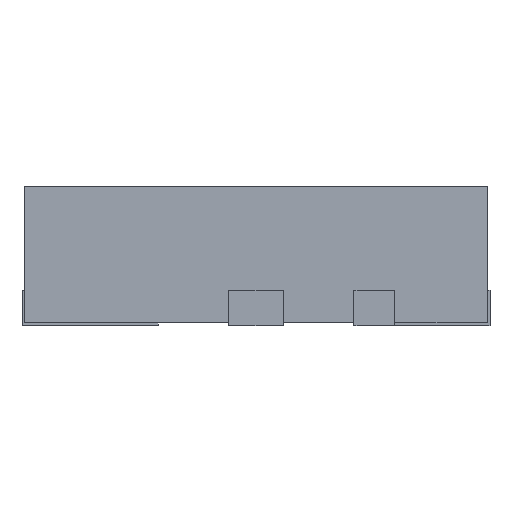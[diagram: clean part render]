
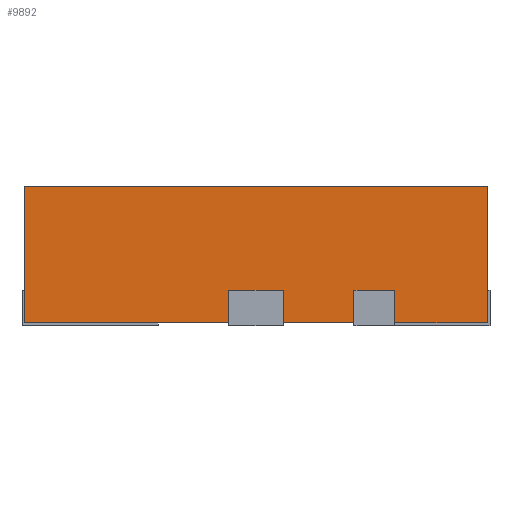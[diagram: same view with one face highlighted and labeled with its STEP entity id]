
A CAD part, left-side view. The second image highlights one B-rep face of the part: STEP entity #9892.
In plain terms, the highlighted planar face has unit normal (-1, 0, 0).
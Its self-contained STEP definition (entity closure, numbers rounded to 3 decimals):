
#80 = VERTEX_POINT ( 'NONE', #6931 ) ;
#818 = FACE_OUTER_BOUND ( 'NONE', #10748, .T. ) ;
#992 = CARTESIAN_POINT ( 'NONE',  ( -1., -0.85, 0.01 ) ) ;
#1204 = EDGE_CURVE ( 'NONE', #23283, #7614, #11095, .T. ) ;
#1386 = EDGE_CURVE ( 'NONE', #17302, #13491, #1670, .T. ) ;
#1670 = LINE ( 'NONE', #7452, #21207 ) ;
#2610 = CARTESIAN_POINT ( 'NONE',  ( -1., -0.1, 0.13 ) ) ;
#2763 = VERTEX_POINT ( 'NONE', #3792 ) ;
#2973 = CARTESIAN_POINT ( 'NONE',  ( -1., 0.85, 0.01 ) ) ;
#3792 = CARTESIAN_POINT ( 'NONE',  ( -1., -0.51, 0.01 ) ) ;
#3805 = CARTESIAN_POINT ( 'NONE',  ( -1., -0.85, 0.01 ) ) ;
#4067 = EDGE_CURVE ( 'NONE', #7614, #80, #21633, .T. ) ;
#4677 = VECTOR ( 'NONE', #13917, 1000. ) ;
#4815 = VERTEX_POINT ( 'NONE', #3805 ) ;
#4897 = LINE ( 'NONE', #23129, #23202 ) ;
#4960 = ORIENTED_EDGE ( 'NONE', *, *, #1204, .F. ) ;
#5856 = CARTESIAN_POINT ( 'NONE',  ( -1., -0.51, 0.51 ) ) ;
#5879 = EDGE_CURVE ( 'NONE', #13877, #19866, #6477, .T. ) ;
#6192 = VECTOR ( 'NONE', #17868, 1000. ) ;
#6477 = LINE ( 'NONE', #21184, #4677 ) ;
#6671 = EDGE_CURVE ( 'NONE', #2763, #20014, #22283, .T. ) ;
#6795 = CARTESIAN_POINT ( 'NONE',  ( -1., -0.85, 0.01 ) ) ;
#6931 = CARTESIAN_POINT ( 'NONE',  ( -1., 0.1, 0.13 ) ) ;
#7173 = ORIENTED_EDGE ( 'NONE', *, *, #15918, .T. ) ;
#7192 = DIRECTION ( 'NONE',  ( 0., 0., 1. ) ) ;
#7225 = DIRECTION ( 'NONE',  ( 0., 0., -1. ) ) ;
#7452 = CARTESIAN_POINT ( 'NONE',  ( -1., -0.85, 0.51 ) ) ;
#7610 = CARTESIAN_POINT ( 'NONE',  ( -1., -0.51, 0.13 ) ) ;
#7614 = VERTEX_POINT ( 'NONE', #2610 ) ;
#7701 = CARTESIAN_POINT ( 'NONE',  ( -1., -0.85, 0.51 ) ) ;
#7774 = EDGE_CURVE ( 'NONE', #20014, #13877, #4897, .T. ) ;
#7860 = VECTOR ( 'NONE', #13752, 1000. ) ;
#8410 = EDGE_CURVE ( 'NONE', #80, #11841, #22120, .T. ) ;
#8537 = VERTEX_POINT ( 'NONE', #2973 ) ;
#8718 = LINE ( 'NONE', #6795, #22227 ) ;
#8945 = CARTESIAN_POINT ( 'NONE',  ( -1., -0.1, 0.51 ) ) ;
#9016 = VECTOR ( 'NONE', #18414, 1000. ) ;
#9083 = ORIENTED_EDGE ( 'NONE', *, *, #6671, .F. ) ;
#9276 = DIRECTION ( 'NONE',  ( 0., 0., -1. ) ) ;
#9892 = ADVANCED_FACE ( 'NONE', ( #818 ), #22993, .F. ) ;
#10141 = LINE ( 'NONE', #992, #20800 ) ;
#10339 = AXIS2_PLACEMENT_3D ( 'NONE', #23340, #23214, #12476 ) ;
#10531 = CARTESIAN_POINT ( 'NONE',  ( -1., 0.1, 0.51 ) ) ;
#10643 = CARTESIAN_POINT ( 'NONE',  ( -1., -0.85, 0.13 ) ) ;
#10748 = EDGE_LOOP ( 'NONE', ( #11866, #10798, #9083, #16332, #11714, #14644, #18301, #7173, #17495, #23353, #4960, #17890 ) ) ;
#10798 = ORIENTED_EDGE ( 'NONE', *, *, #7774, .F. ) ;
#11095 = LINE ( 'NONE', #8945, #16357 ) ;
#11426 = CARTESIAN_POINT ( 'NONE',  ( -1., -0.36, 0.13 ) ) ;
#11475 = VECTOR ( 'NONE', #9276, 1000. ) ;
#11714 = ORIENTED_EDGE ( 'NONE', *, *, #19331, .F. ) ;
#11841 = VERTEX_POINT ( 'NONE', #14026 ) ;
#11866 = ORIENTED_EDGE ( 'NONE', *, *, #5879, .F. ) ;
#12401 = LINE ( 'NONE', #12762, #9016 ) ;
#12476 = DIRECTION ( 'NONE',  ( 0., 0., -1. ) ) ;
#12762 = CARTESIAN_POINT ( 'NONE',  ( -1., -0.85, 0.01 ) ) ;
#12810 = EDGE_CURVE ( 'NONE', #17302, #8537, #14951, .T. ) ;
#13491 = VERTEX_POINT ( 'NONE', #23559 ) ;
#13614 = DIRECTION ( 'NONE',  ( 0., -1., 0. ) ) ;
#13752 = DIRECTION ( 'NONE',  ( 0., 1., 0. ) ) ;
#13877 = VERTEX_POINT ( 'NONE', #11426 ) ;
#13879 = VECTOR ( 'NONE', #7192, 1000. ) ;
#13917 = DIRECTION ( 'NONE',  ( 0., 0., -1. ) ) ;
#14026 = CARTESIAN_POINT ( 'NONE',  ( -1., 0.1, 0.01 ) ) ;
#14644 = ORIENTED_EDGE ( 'NONE', *, *, #1386, .F. ) ;
#14951 = LINE ( 'NONE', #16278, #11475 ) ;
#15918 = EDGE_CURVE ( 'NONE', #8537, #11841, #8718, .T. ) ;
#16076 = DIRECTION ( 'NONE',  ( 0., -1., 0. ) ) ;
#16122 = DIRECTION ( 'NONE',  ( 0., 1., 0. ) ) ;
#16278 = CARTESIAN_POINT ( 'NONE',  ( -1., 0.85, 0.51 ) ) ;
#16332 = ORIENTED_EDGE ( 'NONE', *, *, #18153, .T. ) ;
#16357 = VECTOR ( 'NONE', #18438, 1000. ) ;
#17302 = VERTEX_POINT ( 'NONE', #23346 ) ;
#17495 = ORIENTED_EDGE ( 'NONE', *, *, #8410, .F. ) ;
#17651 = CARTESIAN_POINT ( 'NONE',  ( -1., -0.36, 0.01 ) ) ;
#17868 = DIRECTION ( 'NONE',  ( 0., 0., -1. ) ) ;
#17890 = ORIENTED_EDGE ( 'NONE', *, *, #22945, .T. ) ;
#18153 = EDGE_CURVE ( 'NONE', #2763, #4815, #10141, .T. ) ;
#18301 = ORIENTED_EDGE ( 'NONE', *, *, #12810, .T. ) ;
#18414 = DIRECTION ( 'NONE',  ( 0., -1., 0. ) ) ;
#18438 = DIRECTION ( 'NONE',  ( 0., 0., 1. ) ) ;
#19331 = EDGE_CURVE ( 'NONE', #13491, #4815, #22076, .T. ) ;
#19866 = VERTEX_POINT ( 'NONE', #17651 ) ;
#20014 = VERTEX_POINT ( 'NONE', #7610 ) ;
#20107 = DIRECTION ( 'NONE',  ( 0., -1., 0. ) ) ;
#20123 = VECTOR ( 'NONE', #7225, 1000. ) ;
#20800 = VECTOR ( 'NONE', #13614, 1000. ) ;
#21184 = CARTESIAN_POINT ( 'NONE',  ( -1., -0.36, 0.51 ) ) ;
#21207 = VECTOR ( 'NONE', #20107, 1000. ) ;
#21633 = LINE ( 'NONE', #10643, #7860 ) ;
#22076 = LINE ( 'NONE', #7701, #20123 ) ;
#22120 = LINE ( 'NONE', #10531, #6192 ) ;
#22227 = VECTOR ( 'NONE', #16076, 1000. ) ;
#22283 = LINE ( 'NONE', #5856, #13879 ) ;
#22945 = EDGE_CURVE ( 'NONE', #23283, #19866, #12401, .T. ) ;
#22993 = PLANE ( 'NONE',  #10339 ) ;
#23129 = CARTESIAN_POINT ( 'NONE',  ( -1., -0.85, 0.13 ) ) ;
#23202 = VECTOR ( 'NONE', #16122, 1000. ) ;
#23214 = DIRECTION ( 'NONE',  ( 1., 0., 0. ) ) ;
#23283 = VERTEX_POINT ( 'NONE', #23724 ) ;
#23340 = CARTESIAN_POINT ( 'NONE',  ( -1., -0.85, 0.51 ) ) ;
#23346 = CARTESIAN_POINT ( 'NONE',  ( -1., 0.85, 0.51 ) ) ;
#23353 = ORIENTED_EDGE ( 'NONE', *, *, #4067, .F. ) ;
#23559 = CARTESIAN_POINT ( 'NONE',  ( -1., -0.85, 0.51 ) ) ;
#23724 = CARTESIAN_POINT ( 'NONE',  ( -1., -0.1, 0.01 ) ) ;
